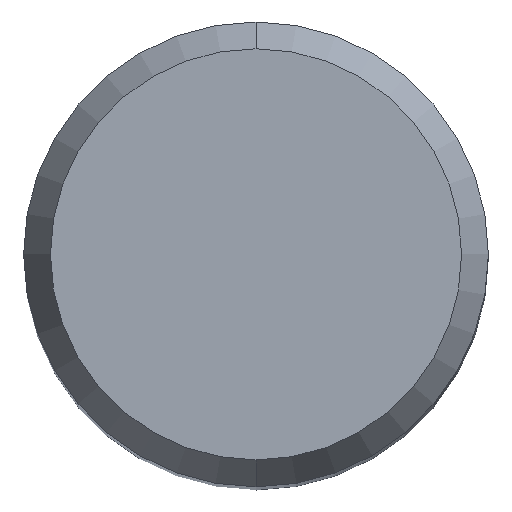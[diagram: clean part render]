
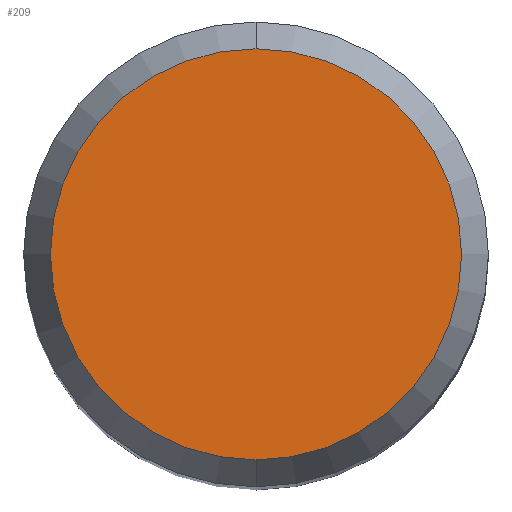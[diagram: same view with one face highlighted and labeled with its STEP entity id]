
A CAD part, top view. The second image highlights one B-rep face of the part: STEP entity #209.
In plain terms, the highlighted planar face has unit normal (0, 0, 1).
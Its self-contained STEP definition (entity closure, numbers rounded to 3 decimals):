
#209=ADVANCED_FACE('',(#569),#570,.T.);
#273=EDGE_CURVE('',#437,#351,#640,.T.);
#305=EDGE_CURVE('',#351,#437,#674,.T.);
#351=VERTEX_POINT('',#723);
#437=VERTEX_POINT('',#821);
#569=FACE_OUTER_BOUND('',#961,.T.);
#570=PLANE('',#962);
#640=CIRCLE('',#1118,4.423);
#674=CIRCLE('',#1178,4.423);
#723=CARTESIAN_POINT('',(0.,-4.423,0.0));
#821=CARTESIAN_POINT('',(0.0,4.423,0.0));
#961=EDGE_LOOP('',(#1708,#1709));
#962=AXIS2_PLACEMENT_3D('',#1710,#1711,#1712);
#1118=AXIS2_PLACEMENT_3D('',#1792,#1793,#1794);
#1178=AXIS2_PLACEMENT_3D('',#1828,#1829,#1830);
#1708=ORIENTED_EDGE('',*,*,#273,.F.);
#1709=ORIENTED_EDGE('',*,*,#305,.F.);
#1710=CARTESIAN_POINT('',(0.0,2.211,0.0));
#1711=DIRECTION('',(-0.0,0.0,1.0));
#1712=DIRECTION('',(0.0,-1.0,0.0));
#1792=CARTESIAN_POINT('',(0.0,0.0,0.0));
#1793=DIRECTION('',(0.0,0.0,-1.0));
#1794=DIRECTION('',(0.0,1.0,0.0));
#1828=CARTESIAN_POINT('',(0.0,0.0,0.0));
#1829=DIRECTION('',(0.0,0.0,-1.0));
#1830=DIRECTION('',(0.0,1.0,0.0));
